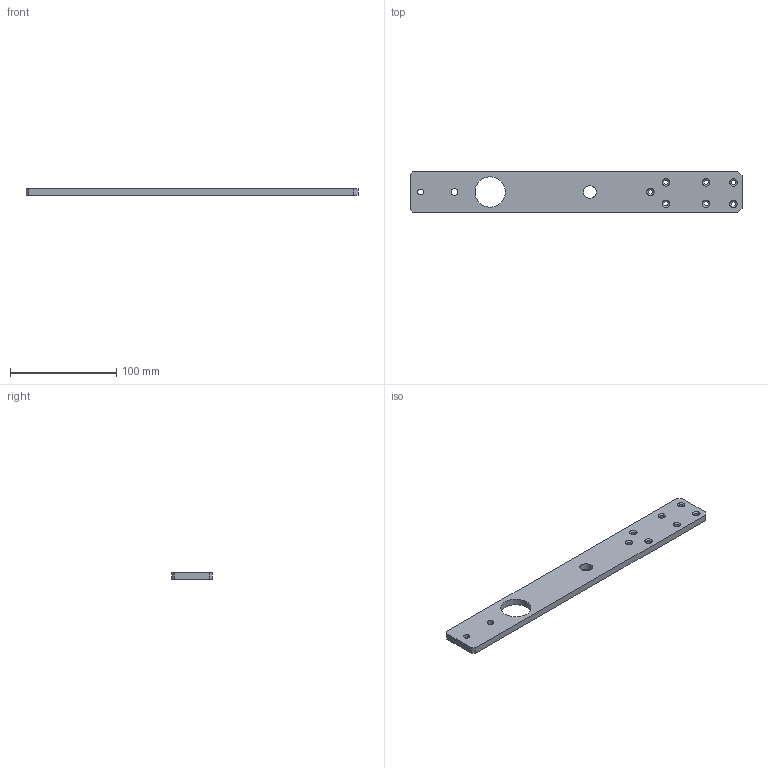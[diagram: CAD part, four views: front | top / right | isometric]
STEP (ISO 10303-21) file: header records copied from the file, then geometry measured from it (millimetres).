
FILE_DESCRIPTION(/* description */ ('Inboard Throttle Arm Plate'),/* implementation_level */ '2;1');
FILE_NAME(/* name */ 'OH4A9-105_Inboard Throttle Arm Plate_-_V45.step',/* time_stamp */ '2023-05-23T23:01:16-05:00',/* author */ (''),/* organization */ (''),/* preprocessor_version */ 'ST-DEVELOPER v19.2',/* originating_system */ 'Autodesk Translation Framework v12.4.0.73',/* authorisation */ '');
FILE_SCHEMA (('AUTOMOTIVE_DESIGN { 1 0 10303 214 3 1 1 }'));
Length unit declared in the file: inch
Products named in the file (1): OH4A9-105
Bounding box: 312.92 x 38.1 x 6.35 mm (x, y, z)
Volume: 69654.5 mm3; surface area: 27965.8 mm2
Topology: 1 solids, 1 shells, 29 faces, 73 edges, 46 vertices
Faces by surface type: cylinder 11, plane 10, cone 8
Full cylindrical faces by diameter (mm): 4.305 x7, 5.613 x1, 6.35 x1, 11.906 x1, 28.575 x1
Entity records: 959 total; most frequent: DIRECTION 163, CARTESIAN_POINT 149, ORIENTED_EDGE 146, EDGE_CURVE 73, AXIS2_PLACEMENT_3D 60, EDGE_LOOP 51, VERTEX_POINT 46, LINE 43
